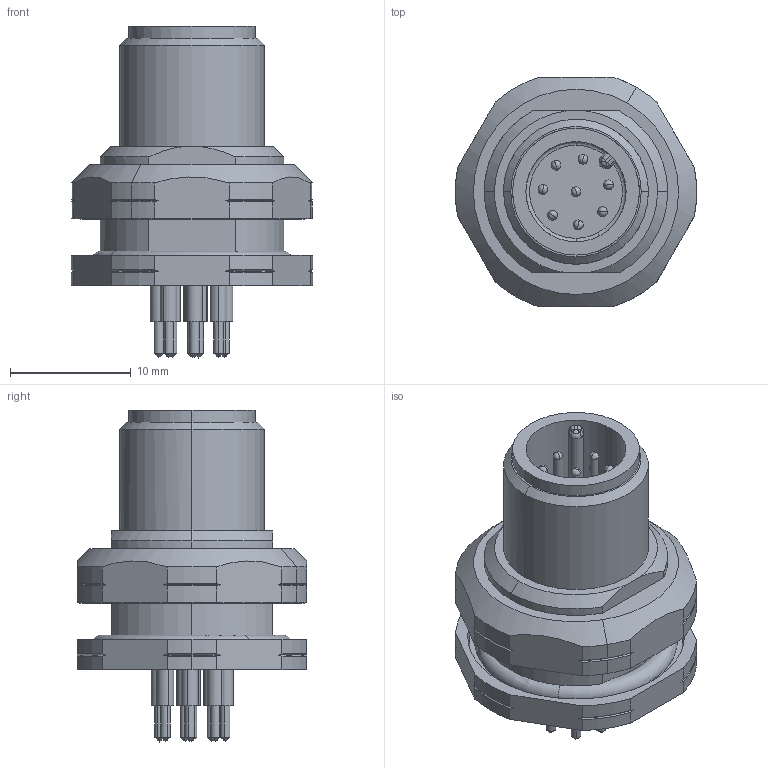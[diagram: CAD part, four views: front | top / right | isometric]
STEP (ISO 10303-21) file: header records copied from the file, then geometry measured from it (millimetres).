
FILE_DESCRIPTION(('CATIA V5R24 STEP','CAx-IF Rec.Pracs.--- Model Styling and Organization---1.2---2011-12-15'),'2;1');
FILE_NAME ('D1461789_0_2422220000_2422220000.stp','2017-05-11T05:18:43+00:00',('none'),('Weidmueller'),'CATIA Version 5-6 Release 2014 SP4 HF52','CATIA V5 STEP AP214','none');
FILE_SCHEMA(('AUTOMOTIVE_DESIGN { 1 0 10303 214 1 1 1 1 }'));
Length unit declared in the file: millimetre
Products named in the file (1): v5-standard_part
Bounding box: 20 x 19 x 27.5 mm (x, y, z)
Volume: 3466.4 mm3; surface area: 2413.2 mm2
Topology: 1 solids, 1 shells, 227 faces, 607 edges, 366 vertices
Faces by surface type: cylinder 101, cone 60, plane 39, sphere 16, bspline 6, torus 5
Entity records: 7875 total; most frequent: CARTESIAN_POINT 2575, ORIENTED_EDGE 1118, DIRECTION 834, EDGE_CURVE 559, AXIS2_PLACEMENT_3D 422, VERTEX_POINT 366, EDGE_LOOP 259, ADVANCED_FACE 227
